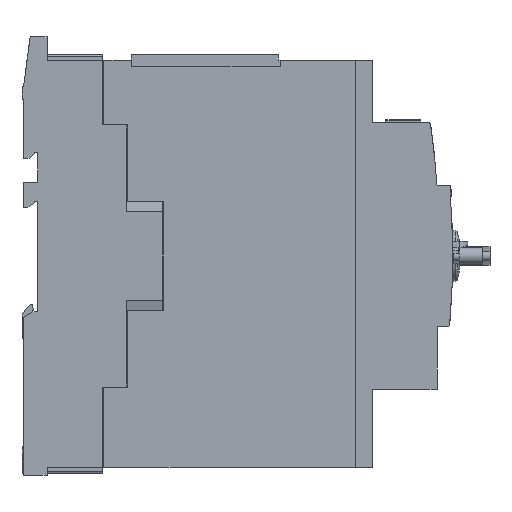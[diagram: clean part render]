
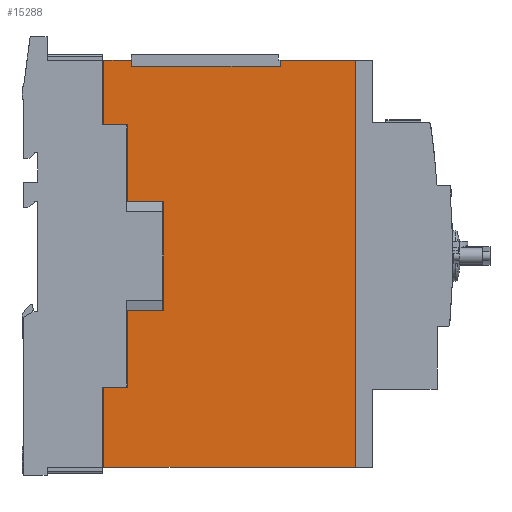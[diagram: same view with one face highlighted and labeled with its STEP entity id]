
A CAD part, left-side view. The second image highlights one B-rep face of the part: STEP entity #15288.
In plain terms, the highlighted planar face has unit normal (-1, 0, 0).
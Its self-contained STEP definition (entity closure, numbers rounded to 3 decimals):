
#6192=EDGE_CURVE('',#11986,#10696,#18282,.T.);
#6642=VERTEX_POINT('',#18784);
#6878=EDGE_CURVE('',#10696,#8496,#19035,.T.);
#6902=VERTEX_POINT('',#19061);
#7044=EDGE_CURVE('',#15690,#13468,#19223,.T.);
#7254=VERTEX_POINT('',#19452);
#7532=EDGE_CURVE('',#7254,#6902,#19768,.T.);
#7614=EDGE_CURVE('',#8852,#13590,#19856,.T.);
#8392=VERTEX_POINT('',#20720);
#8462=EDGE_CURVE('',#6642,#8392,#20795,.T.);
#8496=VERTEX_POINT('',#20832);
#8852=VERTEX_POINT('',#21206);
#8866=VERTEX_POINT('',#21221);
#9048=EDGE_CURVE('',#8496,#15690,#21417,.T.);
#9056=EDGE_CURVE('',#6642,#17110,#21425,.T.);
#9270=VERTEX_POINT('',#21663);
#9448=EDGE_CURVE('',#17110,#8852,#21873,.T.);
#9716=EDGE_CURVE('',#6902,#15990,#22162,.T.);
#10044=EDGE_CURVE('',#9270,#15990,#22516,.T.);
#10486=EDGE_CURVE('',#13590,#8866,#23007,.T.);
#10558=EDGE_CURVE('',#16406,#8392,#23086,.T.);
#10696=VERTEX_POINT('',#23237);
#11600=EDGE_CURVE('',#11920,#11986,#24215,.T.);
#11920=VERTEX_POINT('',#24561);
#11980=EDGE_CURVE('',#13468,#15294,#24627,.T.);
#11986=VERTEX_POINT('',#24634);
#13468=VERTEX_POINT('',#26270);
#13590=VERTEX_POINT('',#26402);
#14926=EDGE_CURVE('',#9270,#15294,#27857,.T.);
#15288=ADVANCED_FACE('',(#28256),#28257,.F.);
#15294=VERTEX_POINT('',#28264);
#15690=VERTEX_POINT('',#28697);
#15896=EDGE_CURVE('',#16406,#11920,#28914,.T.);
#15962=EDGE_CURVE('',#8866,#7254,#28987,.T.);
#15990=VERTEX_POINT('',#29016);
#16406=VERTEX_POINT('',#29468);
#17110=VERTEX_POINT('',#30246);
#18282=LINE('',#31670,#31671);
#18784=CARTESIAN_POINT('',(-27.375,-34.4,62.5));
#19035=LINE('',#32907,#32908);
#19061=CARTESIAN_POINT('',(-27.375,-105.9,-67.399));
#19223=LINE('',#33188,#33189);
#19452=CARTESIAN_POINT('',(-27.375,-105.9,62.499));
#19768=LINE('',#33999,#34000);
#19856=LINE('',#34128,#34129);
#20720=CARTESIAN_POINT('',(-27.375,-25.6,62.5));
#20795=LINE('',#35685,#35686);
#20832=CARTESIAN_POINT('',(-27.375,-44.6,-17.25));
#21206=CARTESIAN_POINT('',(-27.375,-81.9,60.5));
#21221=CARTESIAN_POINT('',(-27.375,-105.9,62.5));
#21417=LINE('',#36686,#36687);
#21425=LINE('',#36698,#36699);
#21663=CARTESIAN_POINT('',(-27.375,-25.6,-67.4));
#21873=LINE('',#37382,#37383);
#22162=LINE('',#37824,#37825);
#22516=LINE('',#38431,#38432);
#23007=LINE('',#39192,#39193);
#23086=LINE('',#39302,#39303);
#23237=CARTESIAN_POINT('',(-27.375,-44.6,17.25));
#24215=LINE('',#41073,#41074);
#24561=CARTESIAN_POINT('',(-27.375,-33.1,42.1));
#24627=LINE('',#41656,#41657);
#24634=CARTESIAN_POINT('',(-27.375,-33.1,17.25));
#26270=CARTESIAN_POINT('',(-27.375,-33.1,-42.1));
#26402=CARTESIAN_POINT('',(-27.375,-81.9,62.5));
#27857=LINE('',#46469,#46470);
#28256=FACE_OUTER_BOUND('',#47094,.T.);
#28257=PLANE('',#47095);
#28264=CARTESIAN_POINT('',(-27.375,-25.6,-42.1));
#28697=CARTESIAN_POINT('',(-27.375,-33.1,-17.25));
#28914=LINE('',#48055,#48056);
#28987=LINE('',#48208,#48209);
#29016=CARTESIAN_POINT('',(-27.375,-105.9,-67.4));
#29468=CARTESIAN_POINT('',(-27.375,-25.6,42.1));
#30246=CARTESIAN_POINT('',(-27.375,-34.4,60.5));
#31670=CARTESIAN_POINT('',(-27.375,-31.55,17.25));
#31671=VECTOR('',#51970,1.0);
#32907=CARTESIAN_POINT('',(-27.375,-44.6,7.4));
#32908=VECTOR('',#52758,1.0);
#33188=CARTESIAN_POINT('',(-27.375,-33.1,-9.85));
#33189=VECTOR('',#52980,1.0);
#33999=CARTESIAN_POINT('',(-27.375,-105.9,-2.45));
#34000=VECTOR('',#53657,1.0);
#34128=CARTESIAN_POINT('',(-27.375,-81.9,-2.45));
#34129=VECTOR('',#53746,1.0);
#35685=CARTESIAN_POINT('',(-27.375,-30.0,62.5));
#35686=VECTOR('',#54792,1.0);
#36686=CARTESIAN_POINT('',(-27.375,-37.3,-17.25));
#36687=VECTOR('',#55299,1.0);
#36698=CARTESIAN_POINT('',(-27.375,-34.4,-2.45));
#36699=VECTOR('',#55301,1.0);
#37382=CARTESIAN_POINT('',(-27.375,-25.6,60.5));
#37383=VECTOR('',#56021,1.0);
#37824=CARTESIAN_POINT('',(-27.375,-105.9,-2.45));
#37825=VECTOR('',#56311,1.0);
#38431=CARTESIAN_POINT('',(-27.375,-25.6,-67.4));
#38432=VECTOR('',#56675,1.0);
#39192=CARTESIAN_POINT('',(-27.375,-93.9,62.5));
#39193=VECTOR('',#57241,1.0);
#39302=CARTESIAN_POINT('',(-27.375,-25.6,-2.45));
#39303=VECTOR('',#57315,1.0);
#41073=CARTESIAN_POINT('',(-27.375,-33.1,19.825));
#41074=VECTOR('',#58444,1.0);
#41656=CARTESIAN_POINT('',(-27.375,-31.55,-42.1));
#41657=VECTOR('',#58866,1.0);
#46469=CARTESIAN_POINT('',(-27.375,-25.6,-2.45));
#46470=VECTOR('',#62450,1.0);
#47094=EDGE_LOOP('',(#62919,#62920,#62921,#62922,#62923,#62924,#62925,#62926,#62927,#62928,#62929,#62930,#62931,#62932,#62933,#62934,#62935,#62936));
#47095=AXIS2_PLACEMENT_3D('',#62937,#62938,#62939);
#48055=CARTESIAN_POINT('',(-27.375,-27.8,42.1));
#48056=VECTOR('',#63580,1.0);
#48208=CARTESIAN_POINT('',(-27.375,-105.9,-2.45));
#48209=VECTOR('',#63669,1.0);
#51970=DIRECTION('',(0.0,-1.0,0.0));
#52758=DIRECTION('',(0.0,0.0,-1.0));
#52980=DIRECTION('',(0.0,0.0,-1.0));
#53657=DIRECTION('',(0.0,0.0,-1.0));
#53746=DIRECTION('',(0.0,0.0,1.0));
#54792=DIRECTION('',(0.0,1.0,0.0));
#55299=DIRECTION('',(-0.0,1.0,0.0));
#55301=DIRECTION('',(0.0,0.0,-1.0));
#56021=DIRECTION('',(0.0,-1.0,0.0));
#56311=DIRECTION('',(0.0,0.0,-1.0));
#56675=DIRECTION('',(0.0,-1.0,0.0));
#57241=DIRECTION('',(0.0,-1.0,0.0));
#57315=DIRECTION('',(0.0,0.0,1.0));
#58444=DIRECTION('',(0.0,0.0,-1.0));
#58866=DIRECTION('',(-0.0,1.0,0.0));
#62450=DIRECTION('',(0.0,0.0,1.0));
#62919=ORIENTED_EDGE('',*,*,#11980,.T.);
#62920=ORIENTED_EDGE('',*,*,#14926,.F.);
#62921=ORIENTED_EDGE('',*,*,#10044,.T.);
#62922=ORIENTED_EDGE('',*,*,#9716,.F.);
#62923=ORIENTED_EDGE('',*,*,#7532,.F.);
#62924=ORIENTED_EDGE('',*,*,#15962,.F.);
#62925=ORIENTED_EDGE('',*,*,#10486,.F.);
#62926=ORIENTED_EDGE('',*,*,#7614,.F.);
#62927=ORIENTED_EDGE('',*,*,#9448,.F.);
#62928=ORIENTED_EDGE('',*,*,#9056,.F.);
#62929=ORIENTED_EDGE('',*,*,#8462,.T.);
#62930=ORIENTED_EDGE('',*,*,#10558,.F.);
#62931=ORIENTED_EDGE('',*,*,#15896,.T.);
#62932=ORIENTED_EDGE('',*,*,#11600,.T.);
#62933=ORIENTED_EDGE('',*,*,#6192,.T.);
#62934=ORIENTED_EDGE('',*,*,#6878,.T.);
#62935=ORIENTED_EDGE('',*,*,#9048,.T.);
#62936=ORIENTED_EDGE('',*,*,#7044,.T.);
#62937=CARTESIAN_POINT('',(-27.375,-30.0,-2.45));
#62938=DIRECTION('',(1.0,0.0,0.0));
#62939=DIRECTION('',(0.0,1.0,0.0));
#63580=DIRECTION('',(0.0,-1.0,0.0));
#63669=DIRECTION('',(0.0,0.0,-1.0));
